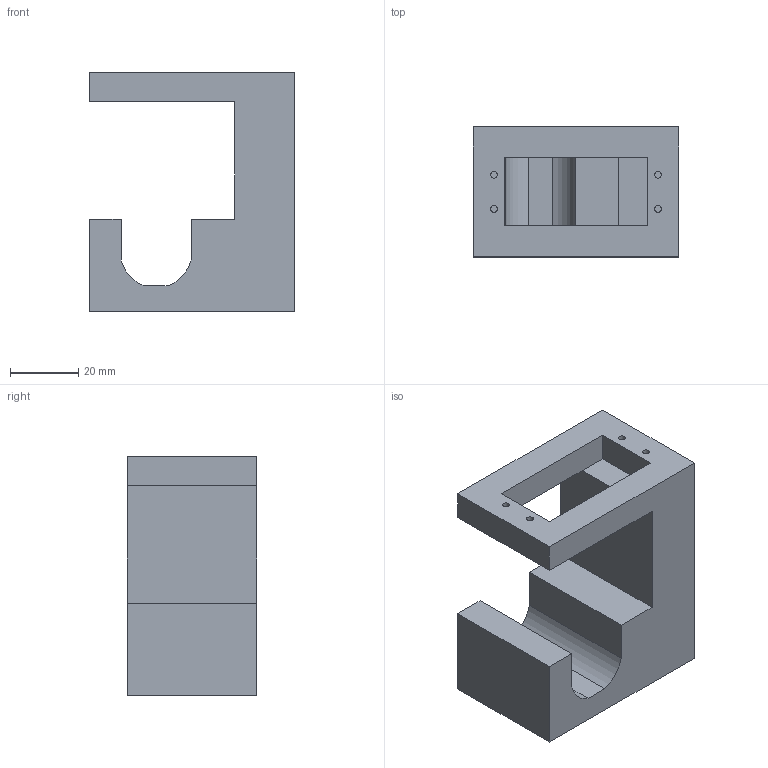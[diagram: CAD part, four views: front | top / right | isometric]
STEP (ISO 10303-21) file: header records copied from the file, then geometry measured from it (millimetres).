
FILE_DESCRIPTION(/* description */ (''),/* implementation_level */ '2;1');
FILE_NAME(/* name */ 'Valve Mount v4.step',/* time_stamp */ '2025-10-22T01:35:28-04:00',/* author */ (''),/* organization */ (''),/* preprocessor_version */ 'ST-DEVELOPER v20.1',/* originating_system */ 'Autodesk Translation Framework v14.17.0.0',/* authorisation */ '');
FILE_SCHEMA (('AUTOMOTIVE_DESIGN { 1 0 10303 214 3 1 1 }'));
Length unit declared in the file: millimetre
Products named in the file (1): Valve Mount
Bounding box: 60 x 38 x 70 mm (x, y, z)
Volume: 82815.4 mm3; surface area: 18957 mm2
Topology: 1 solids, 1 shells, 27 faces, 70 edges, 46 vertices
Faces by surface type: plane 21, cylinder 6
Full cylindrical faces by diameter (mm): 2 x4
Entity records: 865 total; most frequent: CARTESIAN_POINT 144, ORIENTED_EDGE 140, DIRECTION 138, EDGE_CURVE 70, LINE 58, VECTOR 58, VERTEX_POINT 46, AXIS2_PLACEMENT_3D 40
